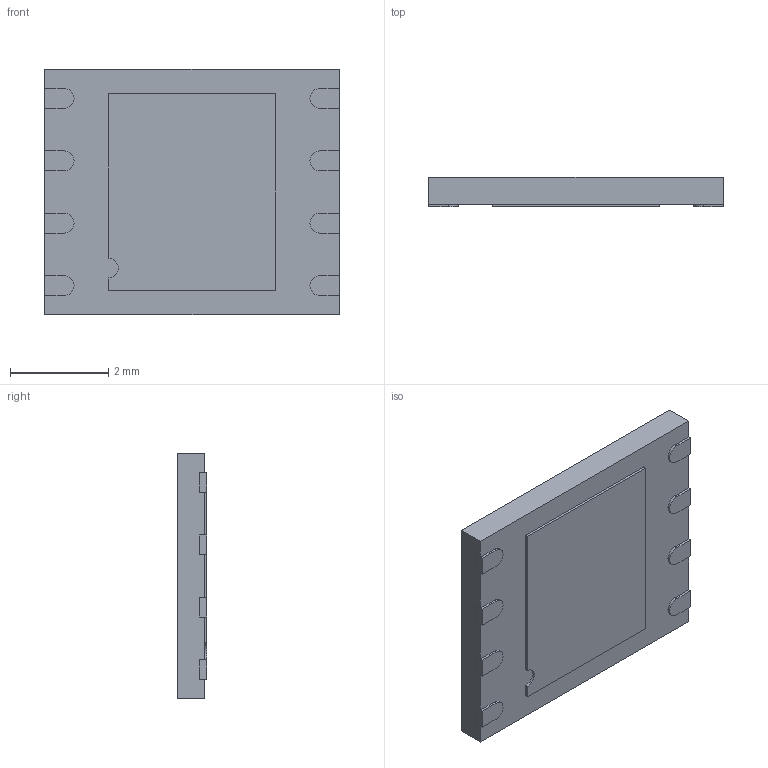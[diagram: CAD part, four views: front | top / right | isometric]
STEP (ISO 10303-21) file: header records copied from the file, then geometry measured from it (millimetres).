
FILE_DESCRIPTION (( 'STEP AP214' ), '1' );
FILE_NAME ('AT45DB641E-MHN-Y.STEP', '2020-12-08T22:50:13', ( '' ), ( '' ), 'SwSTEP 2.0', 'SolidWorks 2017', '' );
FILE_SCHEMA (( 'AUTOMOTIVE_DESIGN' ));
Length unit declared in the file: millimetre
Products named in the file (1): AT45DB641E-MHN-Y
Bounding box: 6 x 0.6 x 5 mm (x, y, z)
Volume: 17.3 mm3; surface area: 109.9 mm2
Topology: 11 solids, 11 shells, 117 faces, 279 edges, 186 vertices
Faces by surface type: plane 86, cylinder 31
Entity records: 3499 total; most frequent: CARTESIAN_POINT 583, DIRECTION 577, ORIENTED_EDGE 558, EDGE_CURVE 279, VECTOR 217, LINE 217, VERTEX_POINT 186, AXIS2_PLACEMENT_3D 180
